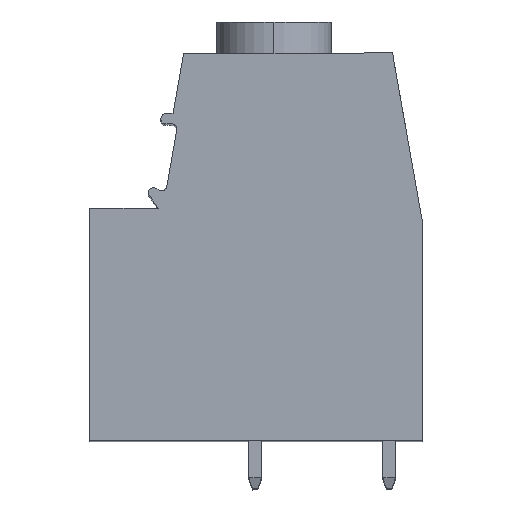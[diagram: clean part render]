
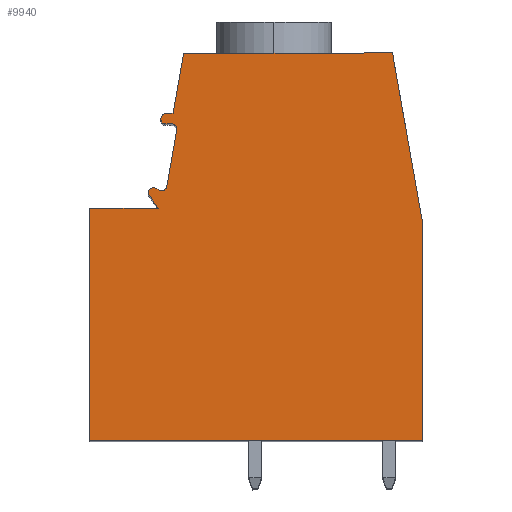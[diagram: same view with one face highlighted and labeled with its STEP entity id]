
A CAD part, top view. The second image highlights one B-rep face of the part: STEP entity #9940.
In plain terms, the highlighted planar face has unit normal (0, 0, 1).
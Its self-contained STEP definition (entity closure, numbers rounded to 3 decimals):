
#2746=DIRECTION('',(-1.,0.,0.));
#2747=VECTOR('',#2746,0.6);
#2748=CARTESIAN_POINT('',(-9.708,14.795,82.5));
#2749=LINE('',#2748,#2747);
#2750=DIRECTION('',(-0.174,-0.985,0.));
#2751=VECTOR('',#2750,5.687);
#2752=CARTESIAN_POINT('',(-8.72,20.396,82.5));
#2753=LINE('',#2752,#2751);
#2754=DIRECTION('',(-1.,-0.001,0.));
#2755=VECTOR('',#2754,19.48);
#2756=CARTESIAN_POINT('',(10.76,20.41,82.5));
#2757=LINE('',#2756,#2755);
#2758=DIRECTION('',(-0.174,0.985,0.));
#2759=VECTOR('',#2758,15.891);
#2760=CARTESIAN_POINT('',(13.53,4.762,82.5));
#2761=LINE('',#2760,#2759);
#2762=DIRECTION('',(0.,1.,0.));
#2763=VECTOR('',#2762,20.45);
#2764=CARTESIAN_POINT('',(13.53,-15.688,82.5));
#2765=LINE('',#2764,#2763);
#2766=DIRECTION('',(1.,0.001,0.));
#2767=VECTOR('',#2766,31.);
#2768=CARTESIAN_POINT('',(-17.47,-15.71,82.5));
#2769=LINE('',#2768,#2767);
#2770=DIRECTION('',(0.,-1.,0.));
#2771=VECTOR('',#2770,21.65);
#2772=CARTESIAN_POINT('',(-17.47,5.94,82.5));
#2773=LINE('',#2772,#2771);
#2774=DIRECTION('',(-1.,0.,0.));
#2775=VECTOR('',#2774,6.38);
#2776=CARTESIAN_POINT('',(-11.09,5.94,82.5));
#2777=LINE('',#2776,#2775);
#2778=DIRECTION('',(0.577,-0.817,0.));
#2779=VECTOR('',#2778,1.51);
#2780=CARTESIAN_POINT('',(-11.961,7.174,82.5));
#2781=LINE('',#2780,#2779);
#2782=CARTESIAN_POINT('',(-11.634,7.404,82.5));
#2783=DIRECTION('',(0.,0.,1.));
#2784=DIRECTION('',(-0.536,0.844,0.));
#2785=AXIS2_PLACEMENT_3D('',#2782,#2783,#2784);
#2787=DIRECTION('',(-0.844,-0.536,0.));
#2788=VECTOR('',#2787,0.245);
#2789=CARTESIAN_POINT('',(-11.642,7.873,82.5));
#2790=LINE('',#2789,#2788);
#2791=CARTESIAN_POINT('',(-11.535,7.704,82.5));
#2792=DIRECTION('',(0.,0.,1.));
#2793=DIRECTION('',(0.56,0.829,0.));
#2794=AXIS2_PLACEMENT_3D('',#2791,#2792,#2793);
#2796=DIRECTION('',(-0.829,0.56,0.));
#2797=VECTOR('',#2796,0.514);
#2798=CARTESIAN_POINT('',(-10.997,7.583,82.5));
#2799=LINE('',#2798,#2797);
#2800=DIRECTION('',(-0.989,0.148,0.));
#2801=VECTOR('',#2800,0.14);
#2802=CARTESIAN_POINT('',(-10.859,7.562,82.5));
#2803=LINE('',#2802,#2801);
#2804=CARTESIAN_POINT('',(-10.785,8.056,82.5));
#2805=DIRECTION('',(0.,0.,-1.));
#2806=DIRECTION('',(0.985,-0.174,0.));
#2807=AXIS2_PLACEMENT_3D('',#2804,#2805,#2806);
#2809=DIRECTION('',(-0.174,-0.985,0.));
#2810=VECTOR('',#2809,5.32);
#2811=CARTESIAN_POINT('',(-9.368,13.209,82.5));
#2812=LINE('',#2811,#2810);
#2813=CARTESIAN_POINT('',(-9.861,13.295,82.5));
#2814=DIRECTION('',(0.,0.,-1.));
#2815=DIRECTION('',(0.182,0.983,0.));
#2816=AXIS2_PLACEMENT_3D('',#2813,#2814,#2815);
#2818=DIRECTION('',(0.983,-0.182,0.));
#2819=VECTOR('',#2818,0.412);
#2820=CARTESIAN_POINT('',(-10.175,13.862,82.5));
#2821=LINE('',#2820,#2819);
#2822=DIRECTION('',(0.97,0.243,0.));
#2823=VECTOR('',#2822,0.292);
#2824=CARTESIAN_POINT('',(-10.458,13.791,82.5));
#2825=LINE('',#2824,#2823);
#2826=CARTESIAN_POINT('',(-10.506,13.985,82.5));
#2827=DIRECTION('',(0.,0.,1.));
#2828=DIRECTION('',(-0.792,-0.61,0.));
#2829=AXIS2_PLACEMENT_3D('',#2826,#2827,#2828);
#2831=DIRECTION('',(0.61,-0.792,0.));
#2832=VECTOR('',#2831,0.188);
#2833=CARTESIAN_POINT('',(-10.78,14.012,82.5));
#2834=LINE('',#2833,#2832);
#2835=CARTESIAN_POINT('',(-10.542,14.195,82.5));
#2836=DIRECTION('',(0.,0.,1.));
#2837=DIRECTION('',(-0.966,0.259,0.));
#2838=AXIS2_PLACEMENT_3D('',#2835,#2836,#2837);
#2840=DIRECTION('',(-0.259,-0.966,0.));
#2841=VECTOR('',#2840,0.157);
#2842=CARTESIAN_POINT('',(-10.791,14.425,82.5));
#2843=LINE('',#2842,#2841);
#2844=CARTESIAN_POINT('',(-10.308,14.295,82.5));
#2845=DIRECTION('',(0.,0.,1.));
#2846=DIRECTION('',(0.,1.,0.));
#2847=AXIS2_PLACEMENT_3D('',#2844,#2845,#2846);
#4947=CARTESIAN_POINT('',(-9.708,14.795,82.5));
#4948=CARTESIAN_POINT('',(-10.308,14.795,82.5));
#4949=VERTEX_POINT('',#4947);
#4950=VERTEX_POINT('',#4948);
#4951=CARTESIAN_POINT('',(-10.791,14.425,82.5));
#4952=VERTEX_POINT('',#4951);
#4953=CARTESIAN_POINT('',(-10.832,14.273,82.5));
#4954=VERTEX_POINT('',#4953);
#4955=CARTESIAN_POINT('',(-10.78,14.012,82.5));
#4956=VERTEX_POINT('',#4955);
#4957=CARTESIAN_POINT('',(-10.665,13.863,82.5));
#4958=VERTEX_POINT('',#4957);
#4959=CARTESIAN_POINT('',(-10.458,13.791,82.5));
#4960=VERTEX_POINT('',#4959);
#4961=CARTESIAN_POINT('',(-10.175,13.862,82.5));
#4962=VERTEX_POINT('',#4961);
#4963=CARTESIAN_POINT('',(-9.77,13.787,82.5));
#4964=VERTEX_POINT('',#4963);
#4965=CARTESIAN_POINT('',(-9.368,13.209,82.5));
#4966=VERTEX_POINT('',#4965);
#4967=CARTESIAN_POINT('',(-10.292,7.969,82.5));
#4968=VERTEX_POINT('',#4967);
#4969=CARTESIAN_POINT('',(-10.859,7.562,82.5));
#4970=VERTEX_POINT('',#4969);
#4971=CARTESIAN_POINT('',(-10.997,7.583,82.5));
#4972=VERTEX_POINT('',#4971);
#4973=CARTESIAN_POINT('',(-11.423,7.87,82.5));
#4974=VERTEX_POINT('',#4973);
#4975=CARTESIAN_POINT('',(-11.642,7.873,82.5));
#4976=VERTEX_POINT('',#4975);
#4977=CARTESIAN_POINT('',(-11.848,7.742,82.5));
#4978=VERTEX_POINT('',#4977);
#4979=CARTESIAN_POINT('',(-11.961,7.174,82.5));
#4980=VERTEX_POINT('',#4979);
#4981=CARTESIAN_POINT('',(-11.09,5.94,82.5));
#4982=VERTEX_POINT('',#4981);
#4983=CARTESIAN_POINT('',(-17.47,5.94,82.5));
#4984=VERTEX_POINT('',#4983);
#4985=CARTESIAN_POINT('',(-17.47,-15.71,82.5));
#4986=VERTEX_POINT('',#4985);
#4987=CARTESIAN_POINT('',(13.53,-15.688,82.5));
#4988=VERTEX_POINT('',#4987);
#4989=CARTESIAN_POINT('',(13.53,4.762,82.5));
#4990=VERTEX_POINT('',#4989);
#4991=CARTESIAN_POINT('',(10.76,20.41,82.5));
#4992=VERTEX_POINT('',#4991);
#4993=CARTESIAN_POINT('',(-8.72,20.396,82.5));
#4994=VERTEX_POINT('',#4993);
#9909=CARTESIAN_POINT('',(0.,0.,82.5));
#9910=DIRECTION('',(0.,0.,1.));
#9911=DIRECTION('',(1.,0.,0.));
#9912=AXIS2_PLACEMENT_3D('',#9909,#9910,#9911);
#9913=PLANE('',#9912);
#9914=ORIENTED_EDGE('',*,*,#6451,.F.);
#9915=ORIENTED_EDGE('',*,*,#6466,.F.);
#9916=ORIENTED_EDGE('',*,*,#6481,.F.);
#9917=ORIENTED_EDGE('',*,*,#8767,.F.);
#9918=ORIENTED_EDGE('',*,*,#8846,.F.);
#9919=ORIENTED_EDGE('',*,*,#9352,.F.);
#9920=ORIENTED_EDGE('',*,*,#9606,.F.);
#9921=ORIENTED_EDGE('',*,*,#9680,.F.);
#9922=ORIENTED_EDGE('',*,*,#9694,.F.);
#9923=ORIENTED_EDGE('',*,*,#9708,.F.);
#9924=ORIENTED_EDGE('',*,*,#9722,.F.);
#9925=ORIENTED_EDGE('',*,*,#9736,.F.);
#9926=ORIENTED_EDGE('',*,*,#9750,.F.);
#9927=ORIENTED_EDGE('',*,*,#9764,.F.);
#9928=ORIENTED_EDGE('',*,*,#9778,.F.);
#9929=ORIENTED_EDGE('',*,*,#9792,.F.);
#9930=ORIENTED_EDGE('',*,*,#9806,.F.);
#9931=ORIENTED_EDGE('',*,*,#9820,.F.);
#9932=ORIENTED_EDGE('',*,*,#9834,.F.);
#9933=ORIENTED_EDGE('',*,*,#9848,.F.);
#9934=ORIENTED_EDGE('',*,*,#9862,.F.);
#9935=ORIENTED_EDGE('',*,*,#9876,.F.);
#9936=ORIENTED_EDGE('',*,*,#9890,.F.);
#9937=ORIENTED_EDGE('',*,*,#9903,.F.);
#9938=EDGE_LOOP('',(#9914,#9915,#9916,#9917,#9918,#9919,#9920,#9921,#9922,#9923,
#9924,#9925,#9926,#9927,#9928,#9929,#9930,#9931,#9932,#9933,#9934,#9935,#9936,
#9937));
#9939=FACE_OUTER_BOUND('',#9938,.F.);
#2786=CIRCLE('',#2785,0.4);
#2795=CIRCLE('',#2794,0.2);
#2808=CIRCLE('',#2807,0.5);
#2817=CIRCLE('',#2816,0.5);
#2830=CIRCLE('',#2829,0.2);
#2839=CIRCLE('',#2838,0.3);
#2848=CIRCLE('',#2847,0.5);
#6451=EDGE_CURVE('',#4949,#4950,#2749,.T.);
#6466=EDGE_CURVE('',#4994,#4949,#2753,.T.);
#6481=EDGE_CURVE('',#4992,#4994,#2757,.T.);
#8767=EDGE_CURVE('',#4990,#4992,#2761,.T.);
#8846=EDGE_CURVE('',#4988,#4990,#2765,.T.);
#9352=EDGE_CURVE('',#4986,#4988,#2769,.T.);
#9606=EDGE_CURVE('',#4984,#4986,#2773,.T.);
#9680=EDGE_CURVE('',#4982,#4984,#2777,.T.);
#9694=EDGE_CURVE('',#4980,#4982,#2781,.T.);
#9708=EDGE_CURVE('',#4978,#4980,#2786,.T.);
#9722=EDGE_CURVE('',#4976,#4978,#2790,.T.);
#9736=EDGE_CURVE('',#4974,#4976,#2795,.T.);
#9750=EDGE_CURVE('',#4972,#4974,#2799,.T.);
#9764=EDGE_CURVE('',#4970,#4972,#2803,.T.);
#9778=EDGE_CURVE('',#4968,#4970,#2808,.T.);
#9792=EDGE_CURVE('',#4966,#4968,#2812,.T.);
#9806=EDGE_CURVE('',#4964,#4966,#2817,.T.);
#9820=EDGE_CURVE('',#4962,#4964,#2821,.T.);
#9834=EDGE_CURVE('',#4960,#4962,#2825,.T.);
#9848=EDGE_CURVE('',#4958,#4960,#2830,.T.);
#9862=EDGE_CURVE('',#4956,#4958,#2834,.T.);
#9876=EDGE_CURVE('',#4954,#4956,#2839,.T.);
#9890=EDGE_CURVE('',#4952,#4954,#2843,.T.);
#9903=EDGE_CURVE('',#4950,#4952,#2848,.T.);
#9940=ADVANCED_FACE('',(#9939),#9913,.T.);
